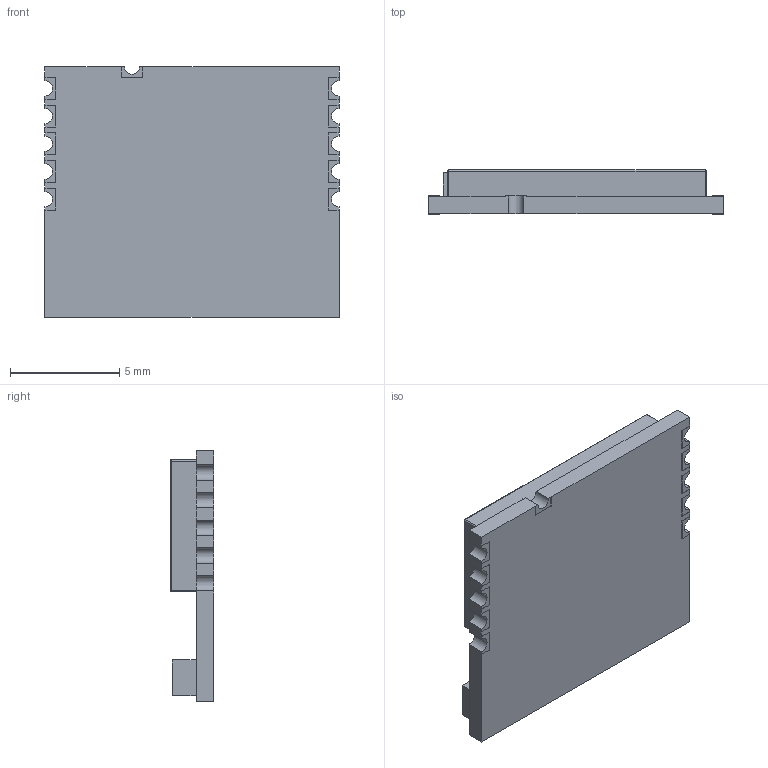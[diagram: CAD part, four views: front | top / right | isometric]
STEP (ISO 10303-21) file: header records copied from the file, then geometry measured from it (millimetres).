
FILE_DESCRIPTION(/* description */ (''),/* implementation_level */ '2;1');
FILE_NAME(/* name */ 'SPBTLE-RF0 v3.step',/* time_stamp */ '2018-07-20T08:59:15-07:00',/* author */ ('karlyamashita'),/* organization */ (''),/* preprocessor_version */ 'ST-DEVELOPER v17',/* originating_system */ 'Autodesk Translation Framework v7.1.0.215',/* authorisation */ '');
FILE_SCHEMA (('AUTOMOTIVE_DESIGN { 1 0 10303 214 3 1 1 }'));
Length unit declared in the file: millimetre
Products named in the file (1): SPBTLE-RF0
Bounding box: 13.5 x 2.01 x 11.5 mm (x, y, z)
Volume: 214.1 mm3; surface area: 556.8 mm2
Topology: 3 solids, 3 shells, 145 faces, 402 edges, 264 vertices
Faces by surface type: plane 122, cylinder 19, sphere 4
Entity records: 4684 total; most frequent: CARTESIAN_POINT 812, ORIENTED_EDGE 804, DIRECTION 732, EDGE_CURVE 402, LINE 364, VECTOR 364, VERTEX_POINT 264, AXIS2_PLACEMENT_3D 184
